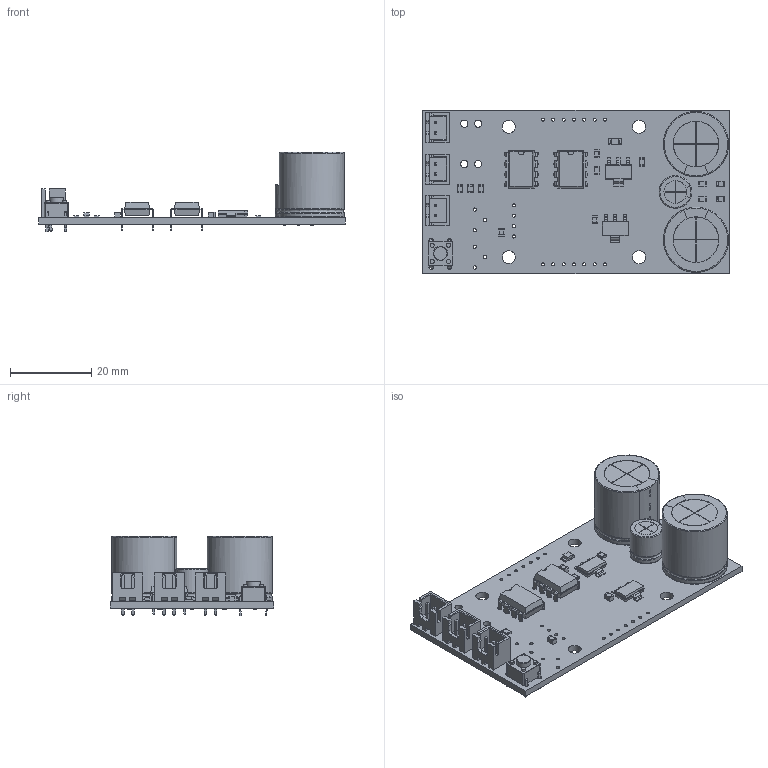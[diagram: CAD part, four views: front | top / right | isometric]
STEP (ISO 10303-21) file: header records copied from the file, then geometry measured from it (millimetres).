
FILE_DESCRIPTION(('KiCad electronic assembly'),'2;1');
FILE_NAME('pwm-esc.step','2022-03-26T10:31:41',('An Author'),( 'A Company'),'Open CASCADE STEP processor 6.9', 'KiCad to STEP converter','Unknown');
FILE_SCHEMA(('AUTOMOTIVE_DESIGN { 1 0 10303 214 1 1 1 1 }'));
Length unit declared in the file: millimetre
Products named in the file (22): Open CASCADE STEP translator 6.9 1; R_0805_2012Metric; SOLID; CP_Radial_D16.0mm_P7.50mm; C_0805_2012Metric; CP_Radial_D8.0mm_P3.50mm; LED_0805_2012Metric; JST_XH_B02B-XH-A_1x02_P2.50mm_Vertical; SOT-223; SW_PUSH_6mm_H5mm; DIP-8_W7.62mm; LED_1206_3216Metric; COMPOUND
Assembly tree (35 placements, depth 3):
  Open CASCADE STEP translator 6.9 1
    R_0805_2012Metric  x6
      SOLID
    CP_Radial_D16.0mm_P7.50mm  x2
      SOLID
    C_0805_2012Metric  x3
      SOLID
    CP_Radial_D8.0mm_P3.50mm
      SOLID
    LED_0805_2012Metric  x3
      SOLID
    JST_XH_B02B-XH-A_1x02_P2.50mm_Vertical  x3
      SOLID
    SOT-223  x2
      SOLID
    SW_PUSH_6mm_H5mm
      SOLID
    DIP-8_W7.62mm  x2
      SOLID
    LED_1206_3216Metric
      SOLID
    COMPOUND
Bounding box: 75.18 x 40.13 x 19.5 mm (x, y, z)
Volume: 12528.1 mm3; surface area: 12150.1 mm2
Topology: 25 solids, 28 shells, 1500 faces, 3988 edges, 2584 vertices
Faces by surface type: plane 1031, cylinder 348, bspline 96, revolution 18, torus 7
Full cylindrical faces by diameter (mm): 0.5 x2, 0.762 x18, 0.8 x24, 0.9 x4, 1 x10, 1.1 x4, 1.2 x4, 1.78 x4, 3.2 x4, 3.5 x1
Entity records: 60219 total; most frequent: CARTESIAN_POINT 14966, DIRECTION 7371, LINE 4812, VECTOR 4812, ORIENTED_EDGE 4020, PCURVE 4020, DEFINITIONAL_REPRESENTATION 4020, EDGE_CURVE 2010
